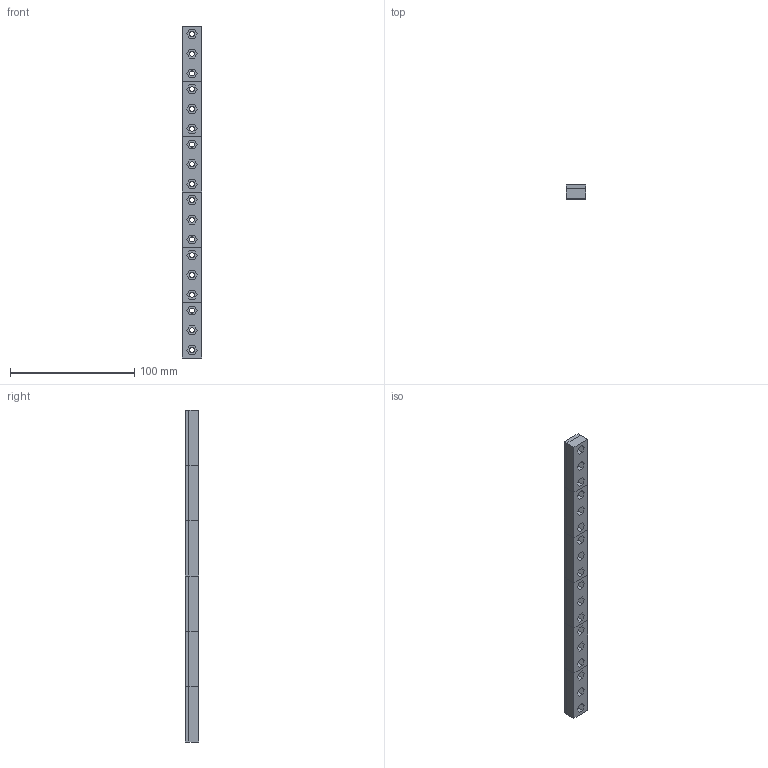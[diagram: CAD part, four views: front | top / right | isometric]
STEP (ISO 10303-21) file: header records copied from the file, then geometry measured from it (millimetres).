
FILE_DESCRIPTION(('FreeCAD Model'),'2;1');
FILE_NAME('Open CASCADE Shape Model','2024-04-23T13:12:11',(''),(''), 'Open CASCADE STEP processor 7.7','FreeCAD','Unknown');
FILE_SCHEMA(('AUTOMOTIVE_DESIGN { 1 0 10303 214 1 1 1 1 }'));
Length unit declared in the file: millimetre
Products named in the file (1): Body
Bounding box: 15.88 x 11 x 267.03 mm (x, y, z)
Volume: 39753 mm3; surface area: 18451.7 mm2
Topology: 1 solids, 1 shells, 184 faces, 458 edges, 294 vertices
Faces by surface type: plane 166, cylinder 18
Full cylindrical faces by diameter (mm): 4 x18
Entity records: 11502 total; most frequent: CARTESIAN_POINT 2069, DIRECTION 1744, LINE 1302, VECTOR 1302, ORIENTED_EDGE 916, PCURVE 916, DEFINITIONAL_REPRESENTATION 916, EDGE_CURVE 458
